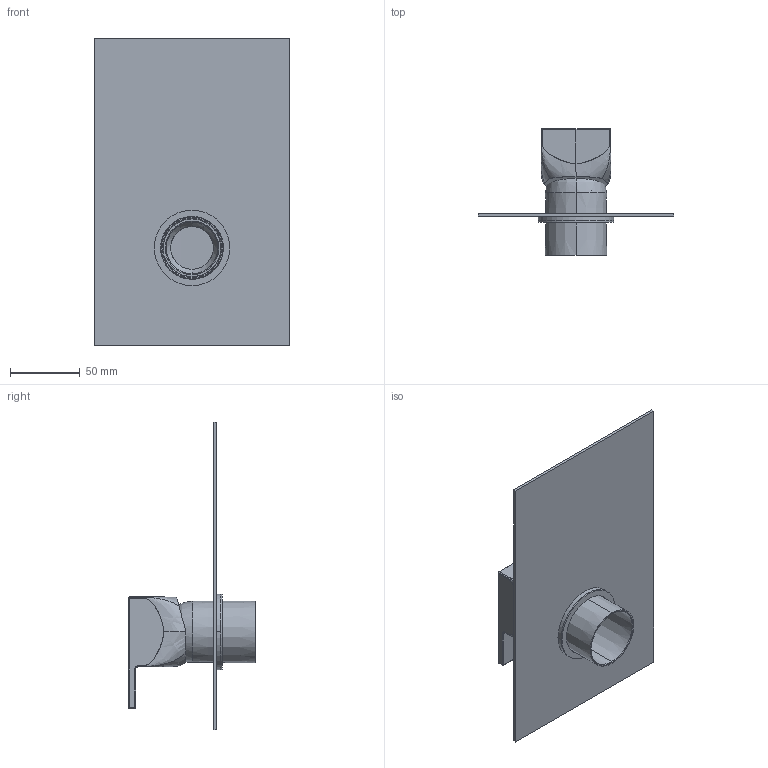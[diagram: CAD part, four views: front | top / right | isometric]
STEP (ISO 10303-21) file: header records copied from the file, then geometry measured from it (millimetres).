
FILE_DESCRIPTION(('CATIA V5 STEP Exchange','CAx-IF Rec.Pracs.--- Model Styling and Organization---1.5--- 2016-08-15','CAx-IF Rec.Pracs.---Supplemental Geometry---1.0---2011-11-01','CAx-IF Rec.Pracs.--- Composite Materials ---3.4---2017-06-13','CAx-IF Rec.Pracs.---Tessellated 3D Geometry---1.0---2015-12-17'),'2;1');
FILE_NAME('RI0BM010.stp','2024-06-20T13:06:22+00:00',('none'),('none'),'CATIA Version 5-6 Release 2020 SP2','CATIA V5 STEP AP242 v2','none');
FILE_SCHEMA(('AP242_MANAGED_MODEL_BASED_3D_ENGINEERING_MIM_LF {1 0 10303 442 1 1 4}'));
Length unit declared in the file: millimetre
Products named in the file (1): RI0BM010
Bounding box: 140 x 90.72 x 220 mm (x, y, z)
Volume: 71347.2 mm3; surface area: 92110 mm2
Topology: 2 solids, 64 shells, 115 faces, 477 edges, 430 vertices
Faces by surface type: cylinder 27, plane 23, bspline 22, cone 17, torus 12, extrusion 8, revolution 6
Entity records: 15356 total; most frequent: CARTESIAN_POINT 11918, ORIENTED_EDGE 602, EDGE_CURVE 475, VERTEX_POINT 430, DIRECTION 408, B_SPLINE_CURVE_WITH_KNOTS 225, AXIS2_PLACEMENT_3D 207, CIRCLE 141
